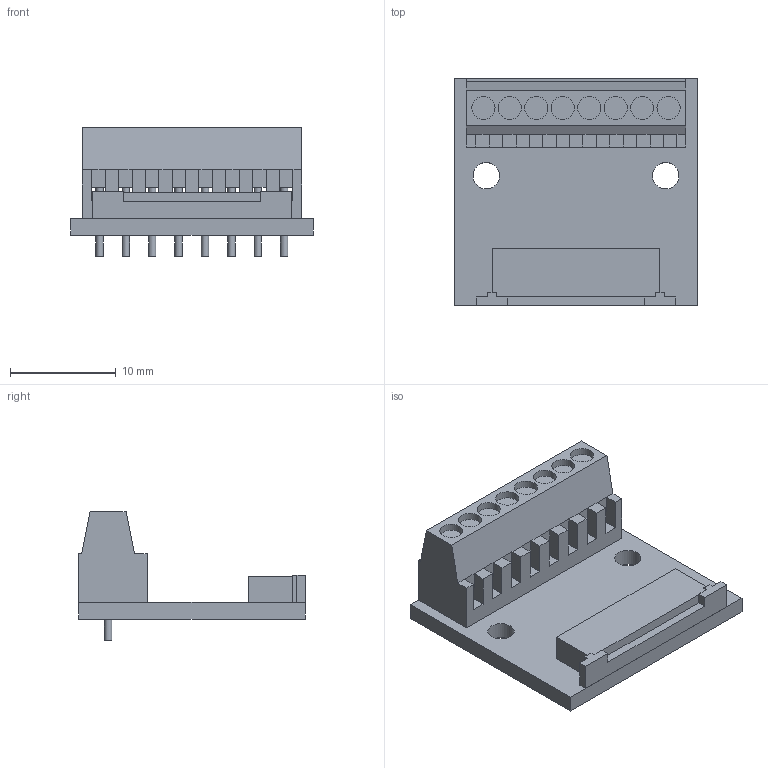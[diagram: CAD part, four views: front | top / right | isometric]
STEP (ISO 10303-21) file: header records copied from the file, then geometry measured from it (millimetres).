
FILE_DESCRIPTION(/* description */ (''),/* implementation_level */ '2;1');
FILE_NAME(/* name */ 'ZIB-DF32.stp',/* time_stamp */ '2016-10-21T14:10:53+02:00',/* author */ ('knoll_j'),/* organization */ (''),/* preprocessor_version */ 'ST-DEVELOPER v16.5',/* originating_system */ 'Autodesk Inventor 2017',/* authorisation */ '');
FILE_SCHEMA (('AUTOMOTIVE_DESIGN { 1 0 10303 214 3 1 1 }'));
Length unit declared in the file: millimetre
Products named in the file (1): ZIB-DF32
Bounding box: 23 x 21.5 x 12.2 mm (x, y, z)
Volume: 1820.9 mm3; surface area: 2583.9 mm2
Topology: 4 solids, 4 shells, 174 faces, 434 edges, 284 vertices
Faces by surface type: plane 148, cylinder 26
Full cylindrical faces by diameter (mm): 0.7 x16, 2.2 x8, 2.5 x2
Entity records: 5130 total; most frequent: CARTESIAN_POINT 867, ORIENTED_EDGE 816, DIRECTION 810, EDGE_CURVE 408, LINE 356, VECTOR 356, VERTEX_POINT 284, EDGE_LOOP 252
